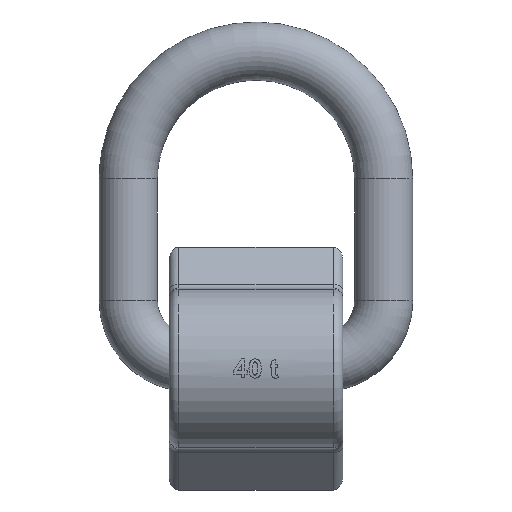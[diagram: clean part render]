
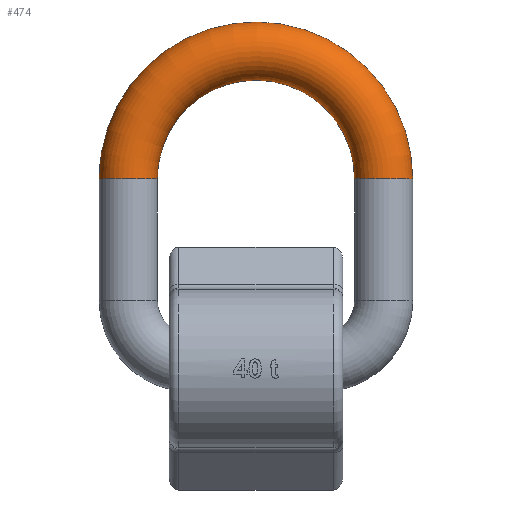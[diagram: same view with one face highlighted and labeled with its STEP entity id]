
A CAD part, top view. The second image highlights one B-rep face of the part: STEP entity #474.
In plain terms, the highlighted toroidal (fillet/blend) face has major radius 136 mm and minor radius 31 mm.
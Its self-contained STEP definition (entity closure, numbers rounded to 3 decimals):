
#474=ADVANCED_FACE('',(#569,#570),#558,.T.);
#558=TOROIDAL_SURFACE('',#1486,136.,31.);
#569=FACE_BOUND('',#589,.T.);
#570=FACE_BOUND('',#590,.T.);
#589=EDGE_LOOP('',(#684));
#590=EDGE_LOOP('',(#685));
#684=ORIENTED_EDGE('',*,*,#1222,.F.);
#685=ORIENTED_EDGE('',*,*,#1223,.T.);
#1090=VERTEX_POINT('',#2031);
#1091=VERTEX_POINT('',#2033);
#1222=EDGE_CURVE('',#1090,#1090,#1425,.T.);
#1223=EDGE_CURVE('',#1091,#1091,#1426,.T.);
#1425=CIRCLE('',#1484,31.);
#1426=CIRCLE('',#1485,31.);
#1484=AXIS2_PLACEMENT_3D('',#2030,#1629,#1630);
#1485=AXIS2_PLACEMENT_3D('',#2032,#1631,#1632);
#1486=AXIS2_PLACEMENT_3D('',#2034,#1633,#1634);
#1629=DIRECTION('',(0.,-1.,0.));
#1630=DIRECTION('',(-1.,0.,0.));
#1631=DIRECTION('',(0.,1.,0.));
#1632=DIRECTION('',(1.,0.,0.));
#1633=DIRECTION('',(0.,0.,1.));
#1634=DIRECTION('',(1.,0.,0.));
#2030=CARTESIAN_POINT('',(136.,202.3,-14.));
#2031=CARTESIAN_POINT('',(105.,202.3,-14.));
#2032=CARTESIAN_POINT('',(-136.,202.3,-14.));
#2033=CARTESIAN_POINT('',(-105.,202.3,-14.));
#2034=CARTESIAN_POINT('',(0.,202.3,-14.));
